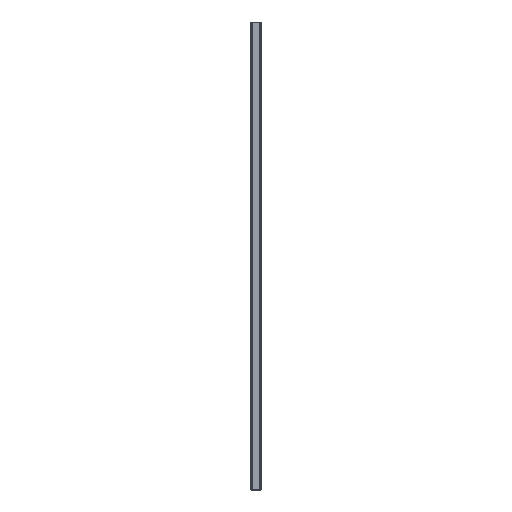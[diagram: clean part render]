
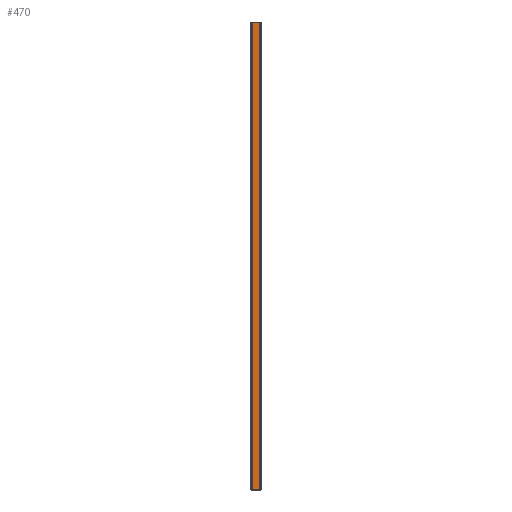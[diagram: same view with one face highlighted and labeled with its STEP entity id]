
A CAD part, top view. The second image highlights one B-rep face of the part: STEP entity #470.
In plain terms, the highlighted planar face has unit normal (0, 0, 1).
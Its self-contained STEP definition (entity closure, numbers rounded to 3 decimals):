
#470=ADVANCED_FACE('',(#959),#960,.T.);
#959=FACE_OUTER_BOUND('',#1474,.T.);
#960=PLANE('',#1475);
#1474=EDGE_LOOP('',(#2834,#2835,#2836,#2837));
#1475=AXIS2_PLACEMENT_3D('',#2838,#2839,#2840);
#2834=ORIENTED_EDGE('',*,*,#3456,.T.);
#2835=ORIENTED_EDGE('',*,*,#3574,.F.);
#2836=ORIENTED_EDGE('',*,*,#3326,.F.);
#2837=ORIENTED_EDGE('',*,*,#3572,.T.);
#2838=CARTESIAN_POINT('',(0.0,850.0,17.5));
#2839=DIRECTION('',(0.0,0.0,1.0));
#2840=DIRECTION('',(-1.0,0.0,-0.0));
#3326=EDGE_CURVE('',#4071,#4073,#4074,.T.);
#3456=EDGE_CURVE('',#4288,#4286,#4289,.T.);
#3572=EDGE_CURVE('',#4071,#4288,#4423,.T.);
#3574=EDGE_CURVE('',#4073,#4286,#4425,.T.);
#4071=VERTEX_POINT('',#5101);
#4073=VERTEX_POINT('',#5104);
#4074=LINE('',#5105,#5106);
#4286=VERTEX_POINT('',#5400);
#4288=VERTEX_POINT('',#5403);
#4289=LINE('',#5404,#5405);
#4423=LINE('',#5567,#5568);
#4425=LINE('',#5570,#5571);
#5101=CARTESIAN_POINT('',(-7.231,850.0,17.5));
#5104=CARTESIAN_POINT('',(7.231,850.0,17.5));
#5105=CARTESIAN_POINT('',(-7.231,850.0,17.5));
#5106=VECTOR('',#5931,1.0);
#5400=CARTESIAN_POINT('',(7.231,0.0,17.5));
#5403=CARTESIAN_POINT('',(-7.231,0.0,17.5));
#5404=CARTESIAN_POINT('',(-7.231,0.0,17.5));
#5405=VECTOR('',#6081,1.0);
#5567=CARTESIAN_POINT('',(-7.231,850.0,17.5));
#5568=VECTOR('',#6227,1.0);
#5570=CARTESIAN_POINT('',(7.231,850.0,17.5));
#5571=VECTOR('',#6228,1.0);
#5931=DIRECTION('',(1.0,0.0,0.0));
#6081=DIRECTION('',(1.0,0.0,0.0));
#6227=DIRECTION('',(0.0,-1.0,0.0));
#6228=DIRECTION('',(0.0,-1.0,0.0));
